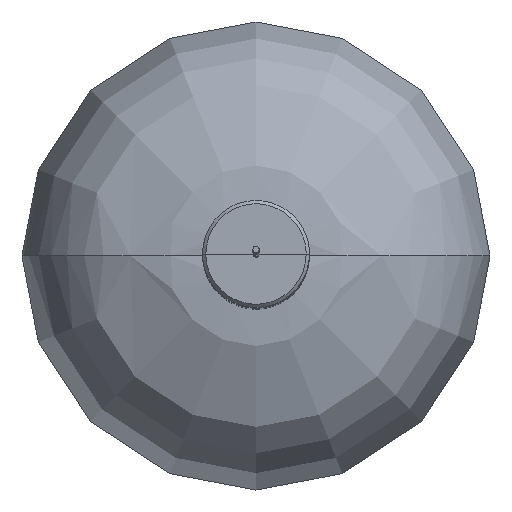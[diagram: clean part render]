
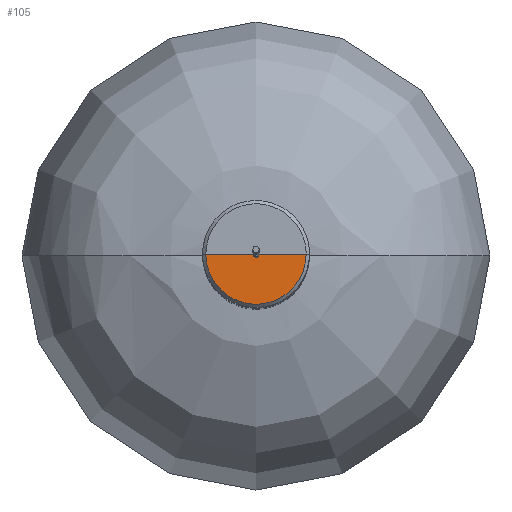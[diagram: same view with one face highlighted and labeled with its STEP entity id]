
A CAD part, top view. The second image highlights one B-rep face of the part: STEP entity #105.
In plain terms, the highlighted free-form (B-spline) face has degree [1, 2] with [2, 5] control points.
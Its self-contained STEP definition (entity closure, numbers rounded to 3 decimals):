
#12=B_SPLINE_CURVE_WITH_KNOTS('',1,(#954,#955),.UNSPECIFIED.,.F.,.F.,(2,
2),(0.,15.),.UNSPECIFIED.);
#17=B_SPLINE_CURVE_WITH_KNOTS('',1,(#984,#985),.UNSPECIFIED.,.F.,.F.,(2,
2),(0.,15.),.UNSPECIFIED.);
#105=ADVANCED_FACE('',(#132),#389,.T.);
#132=FACE_OUTER_BOUND('',#159,.T.);
#159=EDGE_LOOP('',(#201,#202,#203));
#201=ORIENTED_EDGE('',*,*,#287,.T.);
#202=ORIENTED_EDGE('',*,*,#297,.F.);
#203=ORIENTED_EDGE('',*,*,#296,.F.);
#287=EDGE_CURVE('',#363,#366,#12,.T.);
#296=EDGE_CURVE('',#363,#369,#17,.T.);
#297=EDGE_CURVE('',#369,#366,#341,.T.);
#341=(
BOUNDED_CURVE()
B_SPLINE_CURVE(2,(#986,#987,#988,#989,#990),.UNSPECIFIED.,.F.,.F.)
B_SPLINE_CURVE_WITH_KNOTS((3,2,3),(47.124,70.685,94.247),
 .UNSPECIFIED.)
CURVE()
GEOMETRIC_REPRESENTATION_ITEM()
RATIONAL_B_SPLINE_CURVE((1.,0.707,1.,0.707,1.))
REPRESENTATION_ITEM('')
);
#363=VERTEX_POINT('',#944);
#366=VERTEX_POINT('',#947);
#369=VERTEX_POINT('',#950);
#389=(
BOUNDED_SURFACE()
B_SPLINE_SURFACE(1,2,((#796,#797,#798,#799,#800),(#801,#802,#803,#804,#805)),
 .UNSPECIFIED.,.F.,.F.,.F.)
B_SPLINE_SURFACE_WITH_KNOTS((2,2),(3,2,3),(0.,16.),(0.,33.,66.),
 .UNSPECIFIED.)
GEOMETRIC_REPRESENTATION_ITEM()
RATIONAL_B_SPLINE_SURFACE(((1.,0.707,1.,0.707,1.),
(1.,0.707,1.,0.707,1.)))
REPRESENTATION_ITEM('')
SURFACE()
);
#796=CARTESIAN_POINT('',(0.,0.,12104.721));
#797=CARTESIAN_POINT('',(0.,0.,12104.721));
#798=CARTESIAN_POINT('',(0.,0.,12104.721));
#799=CARTESIAN_POINT('',(0.,0.,12104.721));
#800=CARTESIAN_POINT('',(0.,0.,12104.721));
#801=CARTESIAN_POINT('',(-16.,0.,12104.721));
#802=CARTESIAN_POINT('',(-16.,-16.,12104.721));
#803=CARTESIAN_POINT('',(0.,-16.,12104.721));
#804=CARTESIAN_POINT('',(16.,-16.,12104.721));
#805=CARTESIAN_POINT('',(16.,0.,12104.721));
#944=CARTESIAN_POINT('',(0.,0.,12104.721));
#947=CARTESIAN_POINT('',(-15.,0.,12104.721));
#950=CARTESIAN_POINT('',(15.,0.,12104.721));
#954=CARTESIAN_POINT('',(0.,0.,12104.721));
#955=CARTESIAN_POINT('',(-15.,0.,12104.721));
#984=CARTESIAN_POINT('',(0.,0.,12104.721));
#985=CARTESIAN_POINT('',(15.,0.,12104.721));
#986=CARTESIAN_POINT('',(15.,0.,12104.721));
#987=CARTESIAN_POINT('',(15.,-15.,12104.721));
#988=CARTESIAN_POINT('',(0.,-15.,12104.721));
#989=CARTESIAN_POINT('',(-15.,-15.,12104.721));
#990=CARTESIAN_POINT('',(-15.,0.,12104.721));
